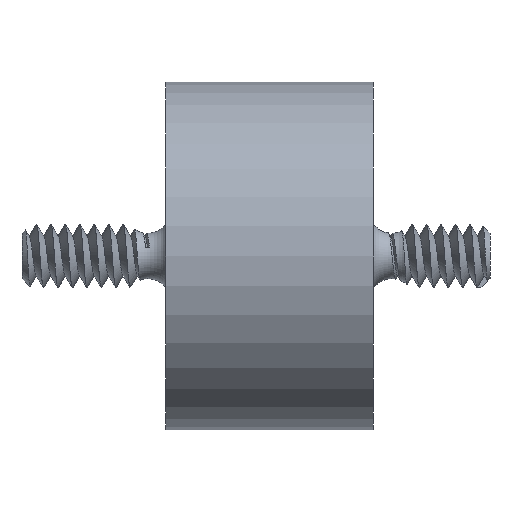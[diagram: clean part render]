
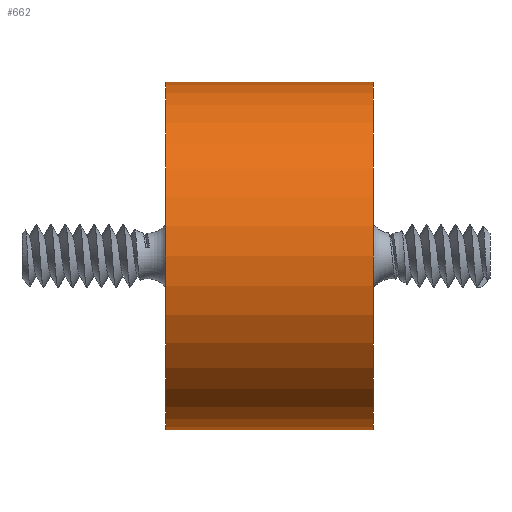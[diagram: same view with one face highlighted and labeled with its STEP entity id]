
A CAD part, left-side view. The second image highlights one B-rep face of the part: STEP entity #662.
In plain terms, the highlighted cylindrical face has radius 9.55 mm (diameter 19.1 mm), a full revolution.
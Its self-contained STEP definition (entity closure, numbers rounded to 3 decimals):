
#32=FACE_BOUND('',#100,.T.);
#61=FACE_OUTER_BOUND('',#99,.T.);
#99=EDGE_LOOP('',(#516,#517,#518,#519,#520,#521));
#100=EDGE_LOOP('',(#522));
#141=CIRCLE('',#735,9.55);
#142=CIRCLE('',#736,9.55);
#143=CIRCLE('',#737,9.55);
#144=CIRCLE('',#738,9.55);
#184=B_SPLINE_CURVE_WITH_KNOTS('',3,(#2034,#2035,#2036,#2037,#2038,#2039,
#2040,#2041,#2042,#2043,#2044,#2045,#2046,#2047,#2048,#2049,#2050,#2051,
#2052,#2053,#2054,#2055,#2056,#2057,#2058,#2059,#2060,#2061,#2062,#2063,
#2064,#2065,#2066,#2067),.UNSPECIFIED.,.T.,.F.,(4,2,2,2,2,2,2,2,2,2,2,2,
2,2,2,2,4),(0.,0.193,0.386,0.578,0.771,
0.963,1.155,1.348,1.541,1.734,
1.927,2.119,2.312,2.504,2.696,
2.889,3.082),.UNSPECIFIED.);
#210=LINE('',#2128,#237);
#237=VECTOR('',#859,9.55);
#300=VERTEX_POINT('',#2032);
#304=VERTEX_POINT('',#2123);
#305=VERTEX_POINT('',#2124);
#306=VERTEX_POINT('',#2127);
#307=VERTEX_POINT('',#2129);
#388=EDGE_CURVE('',#300,#300,#184,.T.);
#393=EDGE_CURVE('',#304,#305,#141,.T.);
#394=EDGE_CURVE('',#305,#304,#142,.T.);
#395=EDGE_CURVE('',#305,#306,#210,.T.);
#396=EDGE_CURVE('',#306,#307,#143,.T.);
#397=EDGE_CURVE('',#307,#306,#144,.T.);
#516=ORIENTED_EDGE('',*,*,#393,.F.);
#517=ORIENTED_EDGE('',*,*,#394,.F.);
#518=ORIENTED_EDGE('',*,*,#395,.T.);
#519=ORIENTED_EDGE('',*,*,#396,.T.);
#520=ORIENTED_EDGE('',*,*,#397,.T.);
#521=ORIENTED_EDGE('',*,*,#395,.F.);
#522=ORIENTED_EDGE('',*,*,#388,.T.);
#640=CYLINDRICAL_SURFACE('',#734,9.55);
#662=ADVANCED_FACE('',(#61,#32),#640,.T.);
#734=AXIS2_PLACEMENT_3D('',#2122,#853,#854);
#735=AXIS2_PLACEMENT_3D('',#2125,#855,#856);
#736=AXIS2_PLACEMENT_3D('',#2126,#857,#858);
#737=AXIS2_PLACEMENT_3D('',#2130,#860,#861);
#738=AXIS2_PLACEMENT_3D('',#2131,#862,#863);
#853=DIRECTION('center_axis',(0.,-1.,0.));
#854=DIRECTION('ref_axis',(0.,0.,-1.));
#855=DIRECTION('center_axis',(0.,-1.,0.));
#856=DIRECTION('ref_axis',(0.,0.,-1.));
#857=DIRECTION('center_axis',(0.,-1.,0.));
#858=DIRECTION('ref_axis',(0.,0.,-1.));
#859=DIRECTION('',(0.,1.,0.));
#860=DIRECTION('center_axis',(0.,-1.,0.));
#861=DIRECTION('ref_axis',(0.,0.,-1.));
#862=DIRECTION('center_axis',(0.,-1.,0.));
#863=DIRECTION('ref_axis',(0.,0.,-1.));
#2032=CARTESIAN_POINT('',(9.55,7.1,0.));
#2034=CARTESIAN_POINT('Ctrl Pts',(8.136,12.1,5.));
#2035=CARTESIAN_POINT('Ctrl Pts',(8.136,12.743,5.));
#2036=CARTESIAN_POINT('Ctrl Pts',(8.221,13.418,4.869));
#2037=CARTESIAN_POINT('Ctrl Pts',(8.504,14.644,4.355));
#2038=CARTESIAN_POINT('Ctrl Pts',(8.697,15.198,3.973));
#2039=CARTESIAN_POINT('Ctrl Pts',(9.045,16.072,3.099));
#2040=CARTESIAN_POINT('Ctrl Pts',(9.226,16.455,2.545));
#2041=CARTESIAN_POINT('Ctrl Pts',(9.48,16.969,1.317));
#2042=CARTESIAN_POINT('Ctrl Pts',(9.55,17.1,0.641));
#2043=CARTESIAN_POINT('Ctrl Pts',(9.55,17.1,-0.641));
#2044=CARTESIAN_POINT('Ctrl Pts',(9.48,16.969,-1.317));
#2045=CARTESIAN_POINT('Ctrl Pts',(9.226,16.455,-2.545));
#2046=CARTESIAN_POINT('Ctrl Pts',(9.045,16.072,-3.099));
#2047=CARTESIAN_POINT('Ctrl Pts',(8.697,15.198,-3.973));
#2048=CARTESIAN_POINT('Ctrl Pts',(8.504,14.644,-4.355));
#2049=CARTESIAN_POINT('Ctrl Pts',(8.221,13.418,-4.869));
#2050=CARTESIAN_POINT('Ctrl Pts',(8.136,12.743,-5.));
#2051=CARTESIAN_POINT('Ctrl Pts',(8.136,11.457,-5.));
#2052=CARTESIAN_POINT('Ctrl Pts',(8.221,10.782,-4.869));
#2053=CARTESIAN_POINT('Ctrl Pts',(8.504,9.556,-4.355));
#2054=CARTESIAN_POINT('Ctrl Pts',(8.697,9.002,-3.973));
#2055=CARTESIAN_POINT('Ctrl Pts',(9.045,8.128,-3.099));
#2056=CARTESIAN_POINT('Ctrl Pts',(9.226,7.745,-2.545));
#2057=CARTESIAN_POINT('Ctrl Pts',(9.48,7.231,-1.317));
#2058=CARTESIAN_POINT('Ctrl Pts',(9.55,7.1,-0.641));
#2059=CARTESIAN_POINT('Ctrl Pts',(9.55,7.1,0.641));
#2060=CARTESIAN_POINT('Ctrl Pts',(9.48,7.231,1.317));
#2061=CARTESIAN_POINT('Ctrl Pts',(9.226,7.745,2.545));
#2062=CARTESIAN_POINT('Ctrl Pts',(9.045,8.128,3.099));
#2063=CARTESIAN_POINT('Ctrl Pts',(8.697,9.002,3.973));
#2064=CARTESIAN_POINT('Ctrl Pts',(8.504,9.556,4.355));
#2065=CARTESIAN_POINT('Ctrl Pts',(8.221,10.782,4.869));
#2066=CARTESIAN_POINT('Ctrl Pts',(8.136,11.457,5.));
#2067=CARTESIAN_POINT('Ctrl Pts',(8.136,12.1,5.));
#2122=CARTESIAN_POINT('Origin',(0.,0.,0.));
#2123=CARTESIAN_POINT('',(0.,6.4,-9.55));
#2124=CARTESIAN_POINT('',(0.,6.4,9.55));
#2125=CARTESIAN_POINT('Origin',(0.,6.4,0.));
#2126=CARTESIAN_POINT('Origin',(0.,6.4,0.));
#2127=CARTESIAN_POINT('',(0.,17.8,9.55));
#2128=CARTESIAN_POINT('',(0.,0.,9.55));
#2129=CARTESIAN_POINT('',(0.,17.8,-9.55));
#2130=CARTESIAN_POINT('Origin',(0.,17.8,0.));
#2131=CARTESIAN_POINT('Origin',(0.,17.8,0.));
